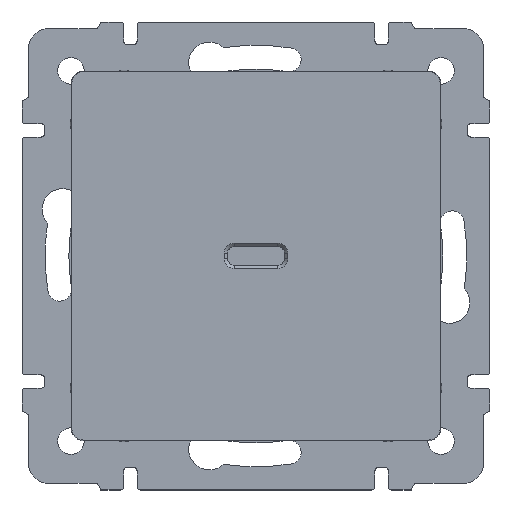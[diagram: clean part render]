
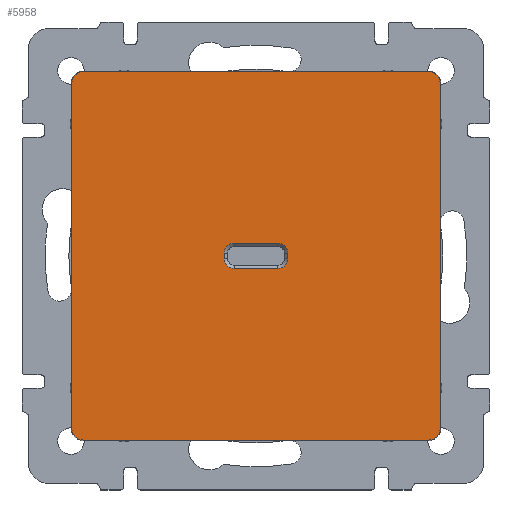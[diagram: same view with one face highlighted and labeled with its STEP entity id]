
A CAD part, top view. The second image highlights one B-rep face of the part: STEP entity #5958.
In plain terms, the highlighted planar face has unit normal (0, 0, 1).
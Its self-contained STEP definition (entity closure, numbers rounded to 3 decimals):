
#2 = CARTESIAN_POINT ( 'NONE',  ( 28.1, 36.3, 9.15 ) ) ;
#77 = FACE_OUTER_BOUND ( 'NONE', #2094, .T. ) ;
#86 = VERTEX_POINT ( 'NONE', #5015 ) ;
#196 = PLANE ( 'NONE',  #983 ) ;
#202 = CIRCLE ( 'NONE', #6431, 1.754 ) ;
#233 = CARTESIAN_POINT ( 'NONE',  ( 59.254, 22.4, 9.15 ) ) ;
#241 = CARTESIAN_POINT ( 'NONE',  ( 3.546, 22.4, 9.15 ) ) ;
#331 = VERTEX_POINT ( 'NONE', #6024 ) ;
#333 = AXIS2_PLACEMENT_3D ( 'NONE', #5830, #2060, #3314 ) ;
#338 = CARTESIAN_POINT ( 'NONE',  ( 34.7, 34.8, 9.15 ) ) ;
#350 = CARTESIAN_POINT ( 'NONE',  ( 5.3, 60.5, 9.15 ) ) ;
#422 = CARTESIAN_POINT ( 'NONE',  ( 57.5, 60.5, 9.15 ) ) ;
#442 = VECTOR ( 'NONE', #2088, 1000. ) ;
#453 = VERTEX_POINT ( 'NONE', #3589 ) ;
#478 = CARTESIAN_POINT ( 'NONE',  ( 3.546, 60.5, 9.15 ) ) ;
#512 = CARTESIAN_POINT ( 'NONE',  ( 5.3, 6.546, 9.15 ) ) ;
#650 = VERTEX_POINT ( 'NONE', #1098 ) ;
#671 = DIRECTION ( 'NONE',  ( 1., 0., 0. ) ) ;
#788 = CARTESIAN_POINT ( 'NONE',  ( 28.1, 32.5, 9.15 ) ) ;
#824 = CARTESIAN_POINT ( 'NONE',  ( 26.6, 22.4, 9.15 ) ) ;
#838 = CARTESIAN_POINT ( 'NONE',  ( 36.2, 34.8, 9.15 ) ) ;
#881 = DIRECTION ( 'NONE',  ( 0., 1., 0. ) ) ;
#951 = CARTESIAN_POINT ( 'NONE',  ( 10.998, 62.254, 9.15 ) ) ;
#983 = AXIS2_PLACEMENT_3D ( 'NONE', #1418, #1950, #3884 ) ;
#1004 = ORIENTED_EDGE ( 'NONE', *, *, #3536, .T. ) ;
#1037 = EDGE_CURVE ( 'NONE', #4392, #1387, #3973, .T. ) ;
#1098 = CARTESIAN_POINT ( 'NONE',  ( 57.5, 6.546, 9.15 ) ) ;
#1144 = AXIS2_PLACEMENT_3D ( 'NONE', #7974, #4944, #1873 ) ;
#1232 = ORIENTED_EDGE ( 'NONE', *, *, #3644, .T. ) ;
#1375 = VERTEX_POINT ( 'NONE', #838 ) ;
#1387 = VERTEX_POINT ( 'NONE', #1450 ) ;
#1404 = CIRCLE ( 'NONE', #3212, 1.754 ) ;
#1418 = CARTESIAN_POINT ( 'NONE',  ( 10.998, 22.4, 9.15 ) ) ;
#1431 = EDGE_CURVE ( 'NONE', #1800, #6559, #7755, .T. ) ;
#1439 = CARTESIAN_POINT ( 'NONE',  ( 59.254, 8.3, 9.15 ) ) ;
#1450 = CARTESIAN_POINT ( 'NONE',  ( 3.546, 8.3, 9.15 ) ) ;
#1553 = ORIENTED_EDGE ( 'NONE', *, *, #5078, .T. ) ;
#1600 = DIRECTION ( 'NONE',  ( 0., -1., 0. ) ) ;
#1800 = VERTEX_POINT ( 'NONE', #1439 ) ;
#1873 = DIRECTION ( 'NONE',  ( -1., 0., 0. ) ) ;
#1909 = CIRCLE ( 'NONE', #6438, 1.5 ) ;
#1917 = EDGE_CURVE ( 'NONE', #453, #1375, #7152, .T. ) ;
#1950 = DIRECTION ( 'NONE',  ( 0., 0., -1. ) ) ;
#2060 = DIRECTION ( 'NONE',  ( 0., 0., -1. ) ) ;
#2088 = DIRECTION ( 'NONE',  ( 0., 1., 0. ) ) ;
#2094 = EDGE_LOOP ( 'NONE', ( #5229, #3405, #6064, #7058, #6647, #3688, #4377, #1004 ) ) ;
#2442 = DIRECTION ( 'NONE',  ( 0., 0., -1. ) ) ;
#2489 = EDGE_CURVE ( 'NONE', #5267, #7948, #6811, .T. ) ;
#2553 = DIRECTION ( 'NONE',  ( -1., 0., 0. ) ) ;
#2568 = CIRCLE ( 'NONE', #1144, 1.754 ) ;
#2576 = EDGE_CURVE ( 'NONE', #4289, #5267, #4732, .T. ) ;
#2633 = LINE ( 'NONE', #7596, #3311 ) ;
#2723 = CARTESIAN_POINT ( 'NONE',  ( 28.1, 34.8, 9.15 ) ) ;
#2792 = CARTESIAN_POINT ( 'NONE',  ( 10.998, 32.5, 9.15 ) ) ;
#2807 = VECTOR ( 'NONE', #5141, 1000. ) ;
#2821 = DIRECTION ( 'NONE',  ( -1., 0., 0. ) ) ;
#2898 = DIRECTION ( 'NONE',  ( 0., 0., 1. ) ) ;
#3009 = CARTESIAN_POINT ( 'NONE',  ( 28.1, 34., 9.15 ) ) ;
#3179 = AXIS2_PLACEMENT_3D ( 'NONE', #2723, #6946, #3247 ) ;
#3208 = ORIENTED_EDGE ( 'NONE', *, *, #5537, .T. ) ;
#3212 = AXIS2_PLACEMENT_3D ( 'NONE', #422, #2898, #5290 ) ;
#3245 = VERTEX_POINT ( 'NONE', #2 ) ;
#3247 = DIRECTION ( 'NONE',  ( -1., 0., 0. ) ) ;
#3279 = DIRECTION ( 'NONE',  ( 1., 0., 0. ) ) ;
#3311 = VECTOR ( 'NONE', #3279, 1000. ) ;
#3314 = DIRECTION ( 'NONE',  ( -1., 0., 0. ) ) ;
#3341 = LINE ( 'NONE', #824, #442 ) ;
#3405 = ORIENTED_EDGE ( 'NONE', *, *, #7729, .T. ) ;
#3422 = DIRECTION ( 'NONE',  ( -1., 0., 0. ) ) ;
#3477 = ORIENTED_EDGE ( 'NONE', *, *, #7805, .T. ) ;
#3500 = LINE ( 'NONE', #951, #5102 ) ;
#3514 = AXIS2_PLACEMENT_3D ( 'NONE', #350, #6517, #4199 ) ;
#3536 = EDGE_CURVE ( 'NONE', #6559, #7963, #1404, .T. ) ;
#3589 = CARTESIAN_POINT ( 'NONE',  ( 34.7, 36.3, 9.15 ) ) ;
#3612 = ORIENTED_EDGE ( 'NONE', *, *, #6727, .T. ) ;
#3641 = AXIS2_PLACEMENT_3D ( 'NONE', #338, #4632, #2821 ) ;
#3644 = EDGE_CURVE ( 'NONE', #1375, #4289, #6473, .T. ) ;
#3688 = ORIENTED_EDGE ( 'NONE', *, *, #4157, .T. ) ;
#3884 = DIRECTION ( 'NONE',  ( 0., -1., 0. ) ) ;
#3897 = EDGE_LOOP ( 'NONE', ( #1232, #5173, #6548, #3612, #1553, #3208, #3477, #7521 ) ) ;
#3935 = VECTOR ( 'NONE', #5759, 1000. ) ;
#3973 = LINE ( 'NONE', #241, #3935 ) ;
#4157 = EDGE_CURVE ( 'NONE', #650, #1800, #2568, .T. ) ;
#4199 = DIRECTION ( 'NONE',  ( -1., 0., 0. ) ) ;
#4289 = VERTEX_POINT ( 'NONE', #5686 ) ;
#4377 = ORIENTED_EDGE ( 'NONE', *, *, #1431, .T. ) ;
#4392 = VERTEX_POINT ( 'NONE', #478 ) ;
#4453 = VERTEX_POINT ( 'NONE', #512 ) ;
#4491 = CARTESIAN_POINT ( 'NONE',  ( 5.3, 8.3, 9.15 ) ) ;
#4632 = DIRECTION ( 'NONE',  ( 0., 0., -1. ) ) ;
#4698 = VERTEX_POINT ( 'NONE', #7541 ) ;
#4732 = CIRCLE ( 'NONE', #333, 1.5 ) ;
#4850 = CIRCLE ( 'NONE', #3179, 1.5 ) ;
#4931 = EDGE_CURVE ( 'NONE', #7963, #86, #3500, .T. ) ;
#4944 = DIRECTION ( 'NONE',  ( 0., 0., 1. ) ) ;
#5015 = CARTESIAN_POINT ( 'NONE',  ( 5.3, 62.254, 9.15 ) ) ;
#5078 = EDGE_CURVE ( 'NONE', #331, #4698, #3341, .T. ) ;
#5100 = DIRECTION ( 'NONE',  ( 0., 0., 1. ) ) ;
#5102 = VECTOR ( 'NONE', #3422, 1000. ) ;
#5108 = VECTOR ( 'NONE', #881, 1000. ) ;
#5141 = DIRECTION ( 'NONE',  ( -1., 0., 0. ) ) ;
#5173 = ORIENTED_EDGE ( 'NONE', *, *, #2576, .T. ) ;
#5229 = ORIENTED_EDGE ( 'NONE', *, *, #4931, .T. ) ;
#5267 = VERTEX_POINT ( 'NONE', #6504 ) ;
#5290 = DIRECTION ( 'NONE',  ( -1., 0., 0. ) ) ;
#5376 = LINE ( 'NONE', #7334, #5722 ) ;
#5477 = DIRECTION ( 'NONE',  ( -1., 0., 0. ) ) ;
#5537 = EDGE_CURVE ( 'NONE', #4698, #3245, #4850, .T. ) ;
#5666 = CARTESIAN_POINT ( 'NONE',  ( 57.5, 62.254, 9.15 ) ) ;
#5686 = CARTESIAN_POINT ( 'NONE',  ( 36.2, 34., 9.15 ) ) ;
#5722 = VECTOR ( 'NONE', #671, 1000. ) ;
#5759 = DIRECTION ( 'NONE',  ( 0., -1., 0. ) ) ;
#5830 = CARTESIAN_POINT ( 'NONE',  ( 34.7, 34., 9.15 ) ) ;
#5949 = EDGE_CURVE ( 'NONE', #1387, #4453, #202, .T. ) ;
#5958 = ADVANCED_FACE ( 'NONE', ( #6978, #77 ), #196, .F. ) ;
#6024 = CARTESIAN_POINT ( 'NONE',  ( 26.6, 34., 9.15 ) ) ;
#6064 = ORIENTED_EDGE ( 'NONE', *, *, #1037, .T. ) ;
#6431 = AXIS2_PLACEMENT_3D ( 'NONE', #4491, #5100, #2553 ) ;
#6438 = AXIS2_PLACEMENT_3D ( 'NONE', #3009, #2442, #5477 ) ;
#6473 = LINE ( 'NONE', #6512, #7634 ) ;
#6504 = CARTESIAN_POINT ( 'NONE',  ( 34.7, 32.5, 9.15 ) ) ;
#6505 = CARTESIAN_POINT ( 'NONE',  ( 59.254, 60.5, 9.15 ) ) ;
#6512 = CARTESIAN_POINT ( 'NONE',  ( 36.2, 22.4, 9.15 ) ) ;
#6517 = DIRECTION ( 'NONE',  ( 0., 0., 1. ) ) ;
#6548 = ORIENTED_EDGE ( 'NONE', *, *, #2489, .T. ) ;
#6559 = VERTEX_POINT ( 'NONE', #6505 ) ;
#6647 = ORIENTED_EDGE ( 'NONE', *, *, #7224, .T. ) ;
#6727 = EDGE_CURVE ( 'NONE', #7948, #331, #1909, .T. ) ;
#6811 = LINE ( 'NONE', #2792, #2807 ) ;
#6946 = DIRECTION ( 'NONE',  ( 0., 0., -1. ) ) ;
#6978 = FACE_BOUND ( 'NONE', #3897, .T. ) ;
#7058 = ORIENTED_EDGE ( 'NONE', *, *, #5949, .T. ) ;
#7152 = CIRCLE ( 'NONE', #3641, 1.5 ) ;
#7224 = EDGE_CURVE ( 'NONE', #4453, #650, #2633, .T. ) ;
#7334 = CARTESIAN_POINT ( 'NONE',  ( 10.998, 36.3, 9.15 ) ) ;
#7413 = CIRCLE ( 'NONE', #3514, 1.754 ) ;
#7521 = ORIENTED_EDGE ( 'NONE', *, *, #1917, .T. ) ;
#7541 = CARTESIAN_POINT ( 'NONE',  ( 26.6, 34.8, 9.15 ) ) ;
#7596 = CARTESIAN_POINT ( 'NONE',  ( 10.998, 6.546, 9.15 ) ) ;
#7634 = VECTOR ( 'NONE', #1600, 1000. ) ;
#7729 = EDGE_CURVE ( 'NONE', #86, #4392, #7413, .T. ) ;
#7755 = LINE ( 'NONE', #233, #5108 ) ;
#7805 = EDGE_CURVE ( 'NONE', #3245, #453, #5376, .T. ) ;
#7948 = VERTEX_POINT ( 'NONE', #788 ) ;
#7963 = VERTEX_POINT ( 'NONE', #5666 ) ;
#7974 = CARTESIAN_POINT ( 'NONE',  ( 57.5, 8.3, 9.15 ) ) ;
